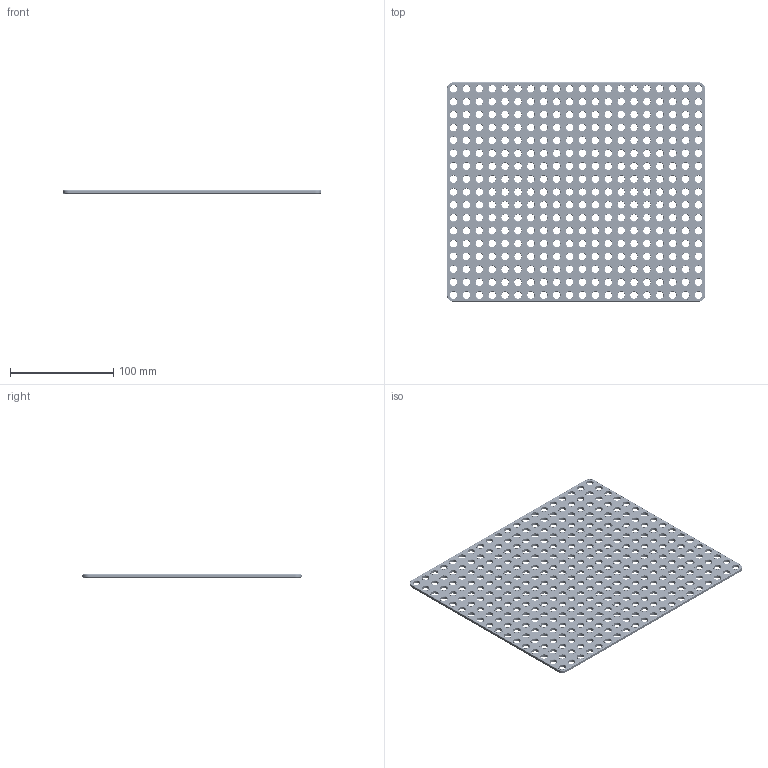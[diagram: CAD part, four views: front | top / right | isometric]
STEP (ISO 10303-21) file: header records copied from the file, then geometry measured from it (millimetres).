
FILE_DESCRIPTION(('FreeCAD Model'),'2;1');
FILE_NAME('Open CASCADE Shape Model','2024-10-09T01:43:05',(''),(''), 'Open CASCADE STEP processor 7.7','FreeCAD','Unknown');
FILE_SCHEMA(('AUTOMOTIVE_DESIGN { 1 0 10303 214 1 1 1 1 }'));
Products named in the file (1): Plate RCT CRNR BU20x17x00.25 - SPN-PLT-0253 (stemfie.org)
Bounding box: 250 x 212.5 x 3.12 mm (x, y, z)
Volume: 118294.6 mm3; surface area: 105514.5 mm2
Topology: 1 solids, 1 shells, 2208 faces, 4809 edges, 2974 vertices
Faces by surface type: cylinder 688, cone 688, plane 668, extrusion 164
Full cylindrical faces by diameter (mm): 7 x340, 9.2 x340
Entity records: 62139 total; most frequent: CARTESIAN_POINT 11316, DIRECTION 10799, ORIENTED_EDGE 9618, EDGE_CURVE 4809, AXIS2_PLACEMENT_3D 4109, FACE_BOUND 3259, EDGE_LOOP 3259, VERTEX_POINT 2974
